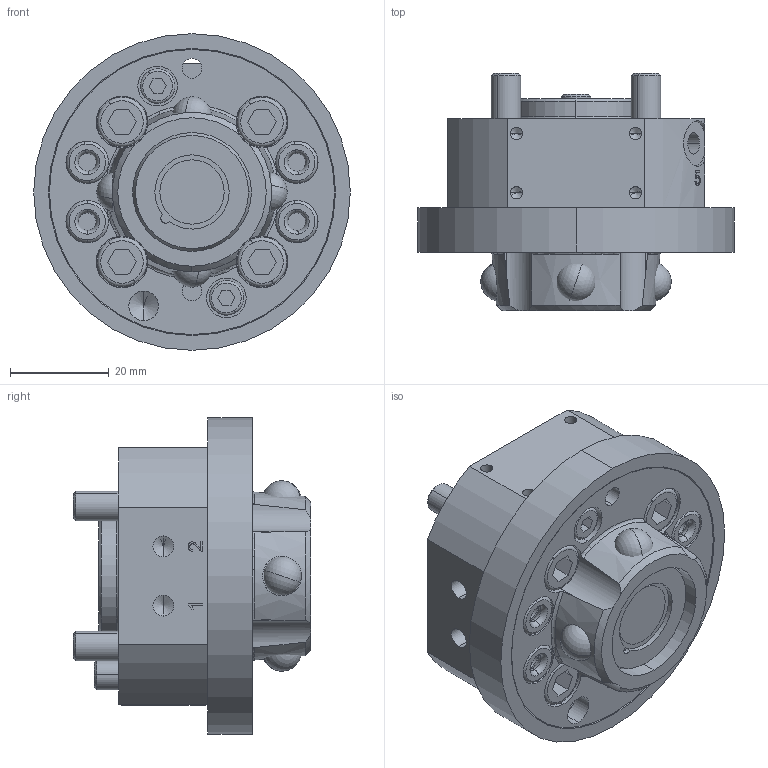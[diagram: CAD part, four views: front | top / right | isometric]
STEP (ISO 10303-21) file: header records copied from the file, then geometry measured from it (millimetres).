
FILE_DESCRIPTION (( 'STEP AP203' ), '1' );
FILE_NAME ('P0101.STEP', '2018-11-28T15:16:41', ( '' ), ( '' ), 'SwSTEP 2.0', 'SolidWorks 2017', '' );
FILE_SCHEMA (( 'CONFIG_CONTROL_DESIGN' ));
Length unit declared in the file: millimetre
Products named in the file (1): P0101
Bounding box: 64 x 48 x 64 mm (x, y, z)
Volume: 89024.9 mm3; surface area: 32327.7 mm2
Topology: 20 solids, 21 shells, 859 faces, 2160 edges, 1394 vertices
Faces by surface type: plane 362, bspline 207, cylinder 157, cone 69, torus 56, sphere 8
Entity records: 35882 total; most frequent: CARTESIAN_POINT 16532, ORIENTED_EDGE 4216, DIRECTION 3438, EDGE_CURVE 2108, VERTEX_POINT 1382, LINE 1162, VECTOR 1162, AXIS2_PLACEMENT_3D 1138
